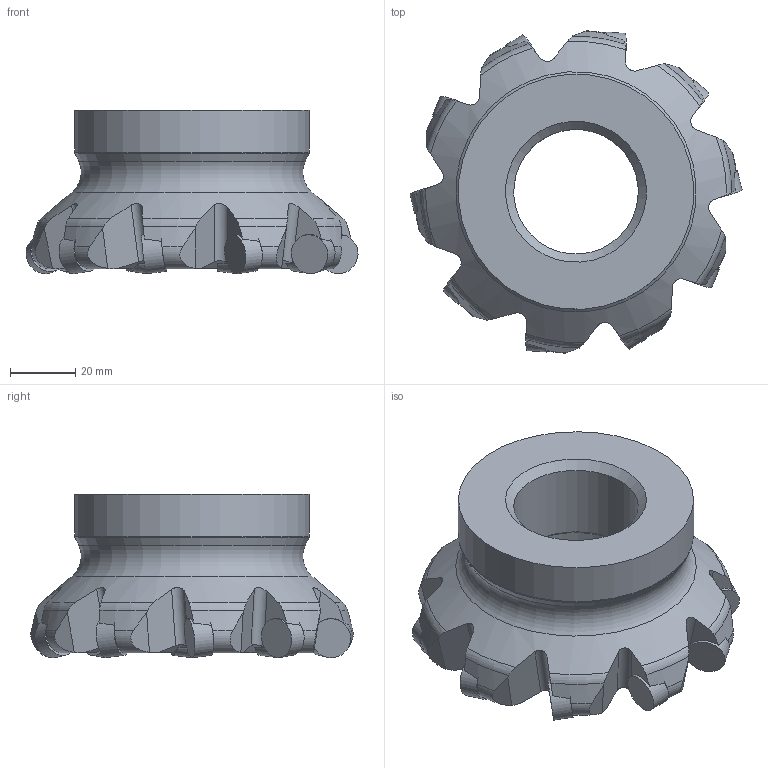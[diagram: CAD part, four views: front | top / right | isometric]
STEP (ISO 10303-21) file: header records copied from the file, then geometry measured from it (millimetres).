
FILE_DESCRIPTION(/* description */ (''),/* implementation_level */ '2;1');
FILE_NAME(/* name */ '1698409581283.stp',/* time_stamp */ '2023-10-27T17:56:30+05:00',/* author */ (''),/* organization */ ('SMS'),/* preprocessor_version */ 'ST-DEVELOPER v16.7',/* originating_system */ 'SIEMENS PLM Software NX 12.0',/* authorisation */ '');
FILE_SCHEMA (('AUTOMOTIVE_DESIGN { 1 0 10303 214 3 1 1 1 }'));
Length unit declared in the file: millimetre
Products named in the file (4): 204371717mod000_00; ASSEMBLY_CONSTRUCTION; 204892783mod000_01; 204892781mod000_01
Assembly tree (12 placements, depth 2):
  204892781mod000_01
    204892783mod000_01
    ASSEMBLY_CONSTRUCTION
    204371717mod000_00  x10
Bounding box: 101.58 x 98.64 x 50 mm (x, y, z)
Volume: 149238.4 mm3; surface area: 34151.2 mm2
Topology: 11 solids, 11 shells, 158 faces, 407 edges, 307 vertices
Faces by surface type: plane 83, cylinder 33, torus 25, cone 17
Full cylindrical faces by diameter (mm): 12 x10, 38.112 x1, 56 x1, 72 x1
Entity records: 5157 total; most frequent: CARTESIAN_POINT 1787, ORIENTED_EDGE 698, DIRECTION 578, EDGE_CURVE 349, AXIS2_PLACEMENT_3D 259, VERTEX_POINT 239, B_SPLINE_CURVE_WITH_KNOTS 190, EDGE_LOOP 150
